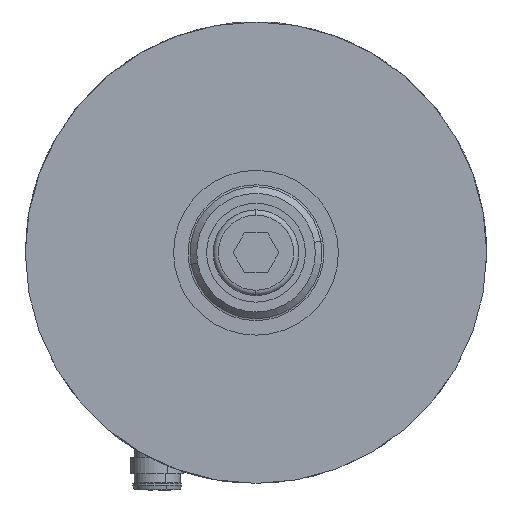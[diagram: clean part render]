
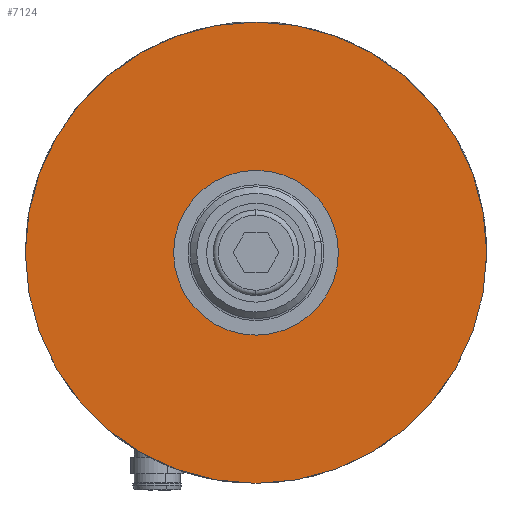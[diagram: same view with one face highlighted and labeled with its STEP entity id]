
A CAD part, left-side view. The second image highlights one B-rep face of the part: STEP entity #7124.
In plain terms, the highlighted planar face has unit normal (-1, 0, 0).
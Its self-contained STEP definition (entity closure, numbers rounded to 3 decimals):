
#179 = CARTESIAN_POINT ( 'NONE',  ( 17., 0., 0. ) ) ;
#275 = EDGE_LOOP ( 'NONE', ( #2648, #1083 ) ) ;
#357 = CARTESIAN_POINT ( 'NONE',  ( 17., 0., 0. ) ) ;
#812 = CARTESIAN_POINT ( 'NONE',  ( 17., 0., -11.4 ) ) ;
#875 = EDGE_LOOP ( 'NONE', ( #5595, #4950 ) ) ;
#1083 = ORIENTED_EDGE ( 'NONE', *, *, #3595, .F. ) ;
#1144 = DIRECTION ( 'NONE',  ( 0., 1., 0. ) ) ;
#1201 = VERTEX_POINT ( 'NONE', #3078 ) ;
#1711 = FACE_BOUND ( 'NONE', #275, .T. ) ;
#1732 = DIRECTION ( 'NONE',  ( 1., 0., 0. ) ) ;
#1825 = FACE_OUTER_BOUND ( 'NONE', #875, .T. ) ;
#2453 = AXIS2_PLACEMENT_3D ( 'NONE', #5538, #8473, #1144 ) ;
#2612 = CIRCLE ( 'NONE', #2453, 35. ) ;
#2648 = ORIENTED_EDGE ( 'NONE', *, *, #7012, .F. ) ;
#2834 = CIRCLE ( 'NONE', #5292, 35. ) ;
#3012 = DIRECTION ( 'NONE',  ( -1., 0., 0. ) ) ;
#3052 = CARTESIAN_POINT ( 'NONE',  ( 17., 0., 11.4 ) ) ;
#3078 = CARTESIAN_POINT ( 'NONE',  ( 17., -35., 0. ) ) ;
#3351 = VERTEX_POINT ( 'NONE', #8468 ) ;
#3595 = EDGE_CURVE ( 'NONE', #6392, #4822, #6598, .T. ) ;
#3687 = CIRCLE ( 'NONE', #6135, 11.4 ) ;
#3715 = AXIS2_PLACEMENT_3D ( 'NONE', #179, #3012, #8072 ) ;
#3948 = DIRECTION ( 'NONE',  ( -1., 0., 0. ) ) ;
#4197 = CARTESIAN_POINT ( 'NONE',  ( 17., 0., 0. ) ) ;
#4756 = PLANE ( 'NONE',  #7262 ) ;
#4822 = VERTEX_POINT ( 'NONE', #812 ) ;
#4950 = ORIENTED_EDGE ( 'NONE', *, *, #9145, .F. ) ;
#5292 = AXIS2_PLACEMENT_3D ( 'NONE', #357, #1732, #7508 ) ;
#5538 = CARTESIAN_POINT ( 'NONE',  ( 17., 0., 0. ) ) ;
#5595 = ORIENTED_EDGE ( 'NONE', *, *, #5821, .F. ) ;
#5613 = DIRECTION ( 'NONE',  ( -1., 0., 0. ) ) ;
#5821 = EDGE_CURVE ( 'NONE', #3351, #1201, #2834, .T. ) ;
#6087 = CARTESIAN_POINT ( 'NONE',  ( 17., 11., 0. ) ) ;
#6118 = DIRECTION ( 'NONE',  ( 0., -1., 0. ) ) ;
#6135 = AXIS2_PLACEMENT_3D ( 'NONE', #4197, #5613, #9309 ) ;
#6392 = VERTEX_POINT ( 'NONE', #3052 ) ;
#6598 = CIRCLE ( 'NONE', #3715, 11.4 ) ;
#7012 = EDGE_CURVE ( 'NONE', #4822, #6392, #3687, .T. ) ;
#7124 = ADVANCED_FACE ( 'NONE', ( #1711, #1825 ), #4756, .T. ) ;
#7262 = AXIS2_PLACEMENT_3D ( 'NONE', #6087, #3948, #6118 ) ;
#7508 = DIRECTION ( 'NONE',  ( 0., 1., 0. ) ) ;
#8072 = DIRECTION ( 'NONE',  ( 0., 0., -1. ) ) ;
#8468 = CARTESIAN_POINT ( 'NONE',  ( 17., 35., 0. ) ) ;
#8473 = DIRECTION ( 'NONE',  ( 1., 0., 0. ) ) ;
#9145 = EDGE_CURVE ( 'NONE', #1201, #3351, #2612, .T. ) ;
#9309 = DIRECTION ( 'NONE',  ( 0., 0., -1. ) ) ;
